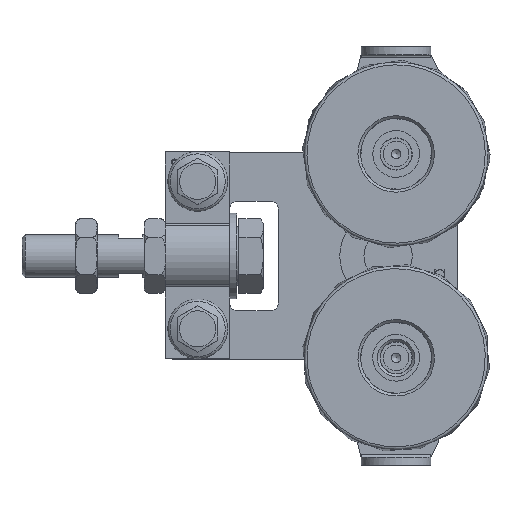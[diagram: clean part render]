
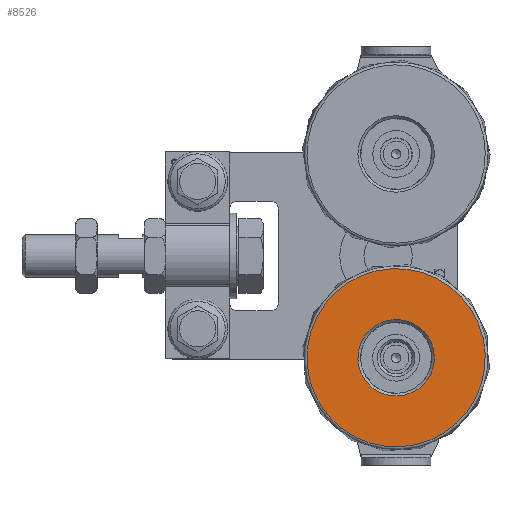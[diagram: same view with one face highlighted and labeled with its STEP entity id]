
A CAD part, top view. The second image highlights one B-rep face of the part: STEP entity #8526.
In plain terms, the highlighted face is planar.
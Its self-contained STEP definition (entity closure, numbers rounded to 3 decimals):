
#623=FACE_BOUND('',#1926,.T.);
#907=CIRCLE('',#9499,14.25);
#908=CIRCLE('',#9501,33.248);
#1377=FACE_OUTER_BOUND('',#1925,.T.);
#1925=EDGE_LOOP('',(#7784));
#1926=EDGE_LOOP('',(#7785));
#4170=VERTEX_POINT('',#15419);
#4171=VERTEX_POINT('',#15423);
#5375=EDGE_CURVE('',#4170,#4170,#907,.T.);
#5377=EDGE_CURVE('',#4171,#4171,#908,.T.);
#7784=ORIENTED_EDGE('',*,*,#5377,.F.);
#7785=ORIENTED_EDGE('',*,*,#5375,.F.);
#8062=PLANE('',#9500);
#8526=ADVANCED_FACE('',(#1377,#623),#8062,.T.);
#9499=AXIS2_PLACEMENT_3D('',#15420,#11709,#11710);
#9500=AXIS2_PLACEMENT_3D('',#15422,#11712,#11713);
#9501=AXIS2_PLACEMENT_3D('',#15424,#11714,#11715);
#11709=DIRECTION('center_axis',(1.,0.,0.));
#11710=DIRECTION('ref_axis',(0.,0.,-1.));
#11712=DIRECTION('center_axis',(1.,0.,0.));
#11713=DIRECTION('ref_axis',(0.,0.,-1.));
#11714=DIRECTION('center_axis',(-1.,0.,0.));
#11715=DIRECTION('ref_axis',(0.,0.,-1.));
#15419=CARTESIAN_POINT('',(6.,0.,14.25));
#15420=CARTESIAN_POINT('Origin',(6.,0.,0.));
#15422=CARTESIAN_POINT('Origin',(6.,0.,33.971));
#15423=CARTESIAN_POINT('',(6.,0.,-33.248));
#15424=CARTESIAN_POINT('Origin',(6.,0.,0.));
